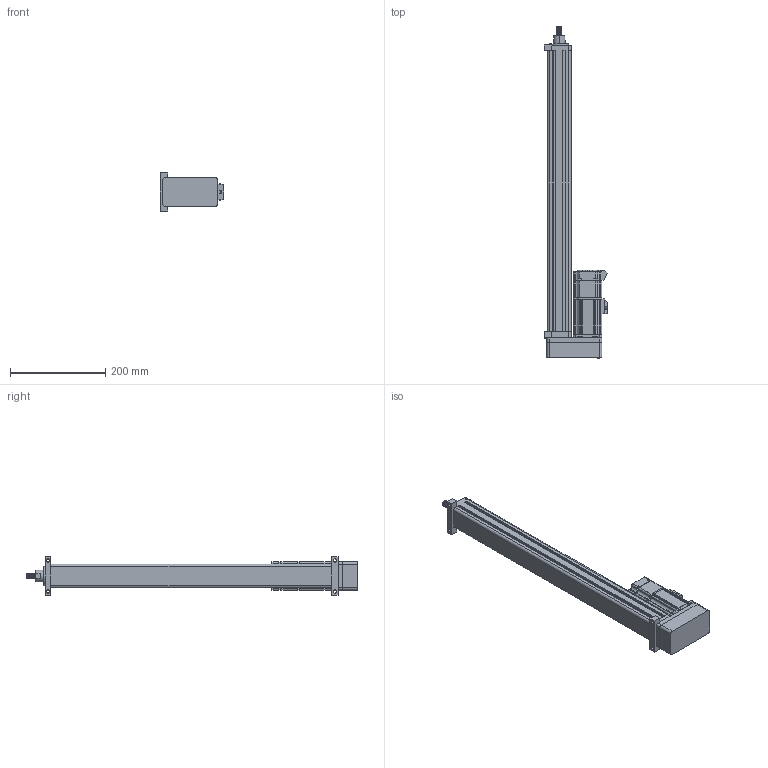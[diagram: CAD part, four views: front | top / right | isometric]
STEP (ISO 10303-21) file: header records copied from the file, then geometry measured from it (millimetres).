
FILE_DESCRIPTION (( 'STEP AP203' ), '1' );
FILE_NAME ('240403-CZ-50缸折叠500行程卧式装配体.STEP', '2024-04-03T06:24:18', ( '微软用户' ), ( '微软中国' ), 'SwSTEP 2.0', 'SolidWorks 2016', '' );
FILE_SCHEMA (( 'CONFIG_CONTROL_DESIGN' ));
Length unit declared in the file: millimetre
Products named in the file (3): 240403-CZ-50缸折叠500行程卧式装配体; MS5S-60ST(E)-CS01330BZ-20P4-S03(S04); 50缸行程500折叠卧式安装
Assembly tree (2 placements, depth 2):
  240403-CZ-50缸折叠500行程卧式装配体
    50缸行程500折叠卧式安装
    MS5S-60ST(E)-CS01330BZ-20P4-S03(S04)
Bounding box: 133 x 698 x 80 mm (x, y, z)
Volume: 984830.1 mm3; surface area: 360927.6 mm2
Topology: 2 solids, 17 shells, 655 faces, 1920 edges, 1303 vertices
Faces by surface type: cylinder 358, plane 266, cone 19, torus 8, bspline 4
Entity records: 25204 total; most frequent: CARTESIAN_POINT 7332, DIRECTION 3908, ORIENTED_EDGE 3298, EDGE_CURVE 1920, AXIS2_PLACEMENT_3D 1417, VERTEX_POINT 1303, LINE 1074, VECTOR 1074
